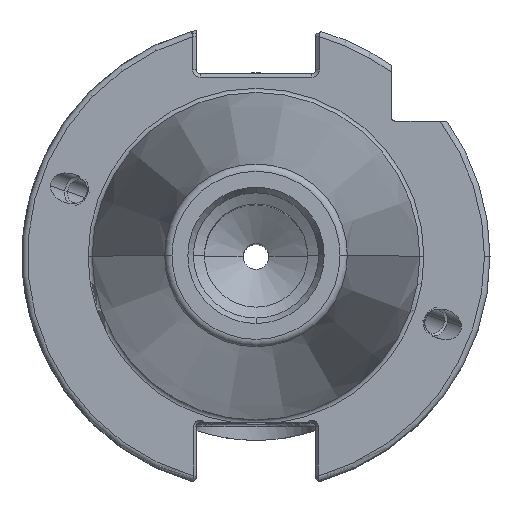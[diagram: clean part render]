
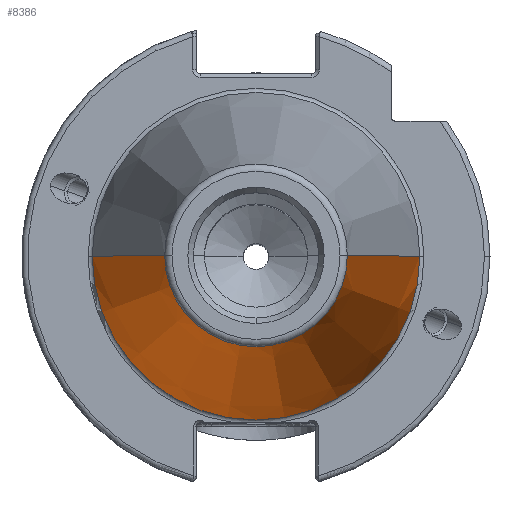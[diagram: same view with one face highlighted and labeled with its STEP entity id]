
A CAD part, top view. The second image highlights one B-rep face of the part: STEP entity #8386.
In plain terms, the highlighted conical face has half-angle 8.297 degrees and reference radius 12.397 mm.
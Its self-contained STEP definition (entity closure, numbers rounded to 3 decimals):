
#127 = ORIENTED_EDGE ( 'NONE', *, *, #2138, .F. ) ;
#213 = ORIENTED_EDGE ( 'NONE', *, *, #2246, .T. ) ;
#578 = DIRECTION ( 'NONE',  ( 0.144, 0., -0.99 ) ) ;
#656 = VERTEX_POINT ( 'NONE', #5406 ) ;
#1233 = CARTESIAN_POINT ( 'NONE',  ( -22.225, 0., 0. ) ) ;
#1235 = AXIS2_PLACEMENT_3D ( 'NONE', #3011, #2827, #2473 ) ;
#1547 = FACE_OUTER_BOUND ( 'NONE', #1798, .T. ) ;
#1798 = EDGE_LOOP ( 'NONE', ( #6273, #127, #6199, #213 ) ) ;
#2123 = VECTOR ( 'NONE', #3183, 1000. ) ;
#2134 = VECTOR ( 'NONE', #578, 1000. ) ;
#2138 = EDGE_CURVE ( 'NONE', #9481, #8590, #3323, .T. ) ;
#2146 = LINE ( 'NONE', #2666, #2123 ) ;
#2182 = LINE ( 'NONE', #8827, #2134 ) ;
#2246 = EDGE_CURVE ( 'NONE', #2347, #656, #3236, .T. ) ;
#2347 = VERTEX_POINT ( 'NONE', #1233 ) ;
#2473 = DIRECTION ( 'NONE',  ( -1., 0., 0. ) ) ;
#2640 = CONICAL_SURFACE ( 'NONE', #1235, 12.397, 0.145 ) ;
#2666 = CARTESIAN_POINT ( 'NONE',  ( -12.397, 0., 67.394 ) ) ;
#2827 = DIRECTION ( 'NONE',  ( 0., 0., -1. ) ) ;
#3011 = CARTESIAN_POINT ( 'NONE',  ( 0., 0., 67.394 ) ) ;
#3183 = DIRECTION ( 'NONE',  ( -0.144, 0., -0.99 ) ) ;
#3236 = CIRCLE ( 'NONE', #4689, 22.225 ) ;
#3323 = CIRCLE ( 'NONE', #4785, 12.397 ) ;
#3372 = EDGE_CURVE ( 'NONE', #8590, #656, #2182, .T. ) ;
#3404 = EDGE_CURVE ( 'NONE', #9481, #2347, #2146, .T. ) ;
#4169 = CARTESIAN_POINT ( 'NONE',  ( 0., 0., 0. ) ) ;
#4274 = DIRECTION ( 'NONE',  ( 0., 0., 1. ) ) ;
#4305 = DIRECTION ( 'NONE',  ( 1., 0., 0. ) ) ;
#4689 = AXIS2_PLACEMENT_3D ( 'NONE', #4169, #4274, #4305 ) ;
#4785 = AXIS2_PLACEMENT_3D ( 'NONE', #6839, #6258, #6361 ) ;
#4941 = CARTESIAN_POINT ( 'NONE',  ( 12.397, 0., 67.394 ) ) ;
#5406 = CARTESIAN_POINT ( 'NONE',  ( 22.225, 0., 0. ) ) ;
#6199 = ORIENTED_EDGE ( 'NONE', *, *, #3404, .T. ) ;
#6258 = DIRECTION ( 'NONE',  ( 0., 0., 1. ) ) ;
#6273 = ORIENTED_EDGE ( 'NONE', *, *, #3372, .F. ) ;
#6361 = DIRECTION ( 'NONE',  ( 1., 0., 0. ) ) ;
#6839 = CARTESIAN_POINT ( 'NONE',  ( 0., 0., 67.394 ) ) ;
#8386 = ADVANCED_FACE ( 'NONE', ( #1547 ), #2640, .T. ) ;
#8590 = VERTEX_POINT ( 'NONE', #4941 ) ;
#8827 = CARTESIAN_POINT ( 'NONE',  ( 12.397, 0., 67.394 ) ) ;
#9108 = CARTESIAN_POINT ( 'NONE',  ( -12.397, 0., 67.394 ) ) ;
#9481 = VERTEX_POINT ( 'NONE', #9108 ) ;
